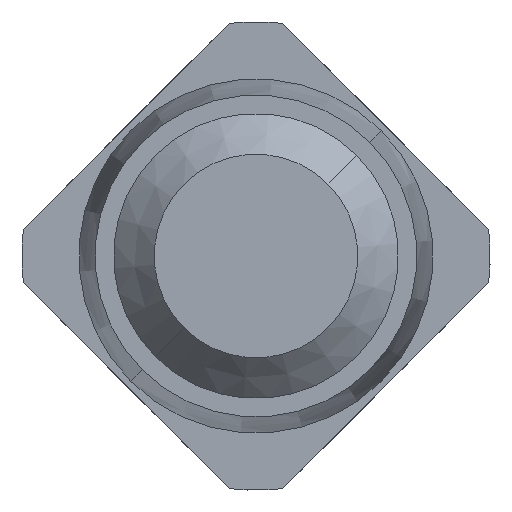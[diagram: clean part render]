
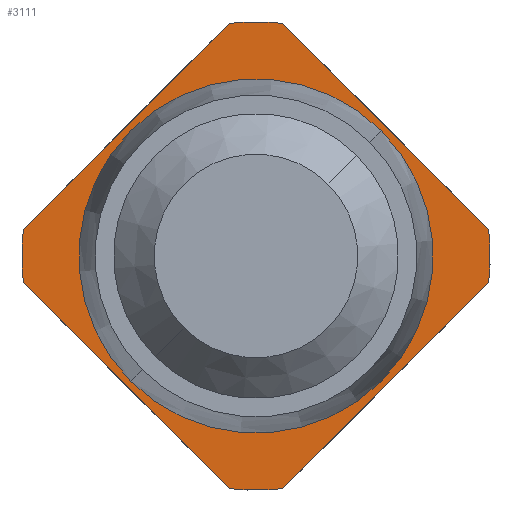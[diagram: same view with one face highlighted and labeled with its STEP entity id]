
A CAD part, front view. The second image highlights one B-rep face of the part: STEP entity #3111.
In plain terms, the highlighted planar face has unit normal (0, -1, 0).
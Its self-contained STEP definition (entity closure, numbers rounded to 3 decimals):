
#49 = CARTESIAN_POINT ( 'NONE',  ( 0.571, 37.5, -0.065 ) ) ;
#62 = DIRECTION ( 'NONE',  ( 0.707, 0., 0.707 ) ) ;
#83 = CARTESIAN_POINT ( 'NONE',  ( 0., 37.5, 0. ) ) ;
#132 = AXIS2_PLACEMENT_3D ( 'NONE', #2503, #1954, #3096 ) ;
#135 = CARTESIAN_POINT ( 'NONE',  ( 0.065, 37.5, -0.571 ) ) ;
#136 = AXIS2_PLACEMENT_3D ( 'NONE', #1058, #3312, #3277 ) ;
#138 = CIRCLE ( 'NONE', #740, 0.575 ) ;
#176 = DIRECTION ( 'NONE',  ( -0.707, 0., -0.707 ) ) ;
#214 = CARTESIAN_POINT ( 'NONE',  ( -0.571, 37.5, -0.065 ) ) ;
#234 = VERTEX_POINT ( 'NONE', #214 ) ;
#254 = ORIENTED_EDGE ( 'NONE', *, *, #332, .F. ) ;
#271 = VECTOR ( 'NONE', #2474, 1000. ) ;
#310 = CIRCLE ( 'NONE', #132, 0.575 ) ;
#330 = ORIENTED_EDGE ( 'NONE', *, *, #1515, .T. ) ;
#332 = EDGE_CURVE ( 'NONE', #3448, #826, #1341, .T. ) ;
#442 = CIRCLE ( 'NONE', #3129, 0.575 ) ;
#509 = AXIS2_PLACEMENT_3D ( 'NONE', #633, #2620, #2087 ) ;
#568 = AXIS2_PLACEMENT_3D ( 'NONE', #83, #1482, #62 ) ;
#633 = CARTESIAN_POINT ( 'NONE',  ( 0., 37.5, 0. ) ) ;
#740 = AXIS2_PLACEMENT_3D ( 'NONE', #3406, #3131, #853 ) ;
#826 = VERTEX_POINT ( 'NONE', #1695 ) ;
#828 = ORIENTED_EDGE ( 'NONE', *, *, #1002, .T. ) ;
#851 = ORIENTED_EDGE ( 'NONE', *, *, #1384, .T. ) ;
#853 = DIRECTION ( 'NONE',  ( 0.707, 0., 0.707 ) ) ;
#869 = VECTOR ( 'NONE', #176, 1000. ) ;
#951 = DIRECTION ( 'NONE',  ( 0.707, 0., 0.707 ) ) ;
#997 = CARTESIAN_POINT ( 'NONE',  ( -0.065, 37.5, 0.571 ) ) ;
#1002 = EDGE_CURVE ( 'NONE', #3464, #1833, #2477, .T. ) ;
#1016 = PLANE ( 'NONE',  #1535 ) ;
#1018 = CARTESIAN_POINT ( 'NONE',  ( -0.725, 37.5, 0.088 ) ) ;
#1054 = VECTOR ( 'NONE', #1200, 1000. ) ;
#1058 = CARTESIAN_POINT ( 'NONE',  ( 0., 37.5, 0. ) ) ;
#1123 = EDGE_CURVE ( 'NONE', #2600, #2886, #442, .T. ) ;
#1162 = ORIENTED_EDGE ( 'NONE', *, *, #1367, .F. ) ;
#1199 = ORIENTED_EDGE ( 'NONE', *, *, #1848, .T. ) ;
#1200 = DIRECTION ( 'NONE',  ( -0.707, 0., 0.707 ) ) ;
#1341 = CIRCLE ( 'NONE', #136, 0.435 ) ;
#1367 = EDGE_CURVE ( 'NONE', #826, #3448, #1473, .T. ) ;
#1384 = EDGE_CURVE ( 'NONE', #2886, #3007, #2009, .T. ) ;
#1473 = CIRCLE ( 'NONE', #568, 0.435 ) ;
#1482 = DIRECTION ( 'NONE',  ( 0., -1., 0. ) ) ;
#1499 = CARTESIAN_POINT ( 'NONE',  ( 0.318, 37.5, -0.318 ) ) ;
#1512 = VERTEX_POINT ( 'NONE', #1573 ) ;
#1515 = EDGE_CURVE ( 'NONE', #1833, #1972, #2122, .T. ) ;
#1535 = AXIS2_PLACEMENT_3D ( 'NONE', #2146, #3288, #1601 ) ;
#1546 = FACE_BOUND ( 'NONE', #3332, .T. ) ;
#1573 = CARTESIAN_POINT ( 'NONE',  ( 0.571, 37.5, 0.065 ) ) ;
#1578 = CARTESIAN_POINT ( 'NONE',  ( 0., 37.5, 0. ) ) ;
#1601 = DIRECTION ( 'NONE',  ( 0.707, 0., 0.707 ) ) ;
#1663 = CARTESIAN_POINT ( 'NONE',  ( -0.571, 37.5, 0.065 ) ) ;
#1684 = ORIENTED_EDGE ( 'NONE', *, *, #1123, .T. ) ;
#1695 = CARTESIAN_POINT ( 'NONE',  ( -0.308, 37.5, -0.308 ) ) ;
#1752 = CARTESIAN_POINT ( 'NONE',  ( 0.308, 37.5, 0.308 ) ) ;
#1782 = LINE ( 'NONE', #2606, #1054 ) ;
#1833 = VERTEX_POINT ( 'NONE', #997 ) ;
#1848 = EDGE_CURVE ( 'NONE', #234, #2600, #1928, .T. ) ;
#1869 = ORIENTED_EDGE ( 'NONE', *, *, #2092, .T. ) ;
#1887 = FACE_OUTER_BOUND ( 'NONE', #2255, .T. ) ;
#1928 = LINE ( 'NONE', #1018, #271 ) ;
#1954 = DIRECTION ( 'NONE',  ( 0., -1., 0. ) ) ;
#1972 = VERTEX_POINT ( 'NONE', #1663 ) ;
#2009 = LINE ( 'NONE', #1499, #2601 ) ;
#2087 = DIRECTION ( 'NONE',  ( 0.707, 0., 0.707 ) ) ;
#2092 = EDGE_CURVE ( 'NONE', #1512, #3464, #1782, .T. ) ;
#2122 = LINE ( 'NONE', #3570, #869 ) ;
#2146 = CARTESIAN_POINT ( 'NONE',  ( -0.407, 37.5, 0.407 ) ) ;
#2255 = EDGE_LOOP ( 'NONE', ( #828, #330, #2874, #1199, #1684, #851, #2344, #1869 ) ) ;
#2325 = CARTESIAN_POINT ( 'NONE',  ( 0.065, 37.5, 0.571 ) ) ;
#2344 = ORIENTED_EDGE ( 'NONE', *, *, #2579, .T. ) ;
#2474 = DIRECTION ( 'NONE',  ( 0.707, 0., -0.707 ) ) ;
#2477 = CIRCLE ( 'NONE', #509, 0.575 ) ;
#2503 = CARTESIAN_POINT ( 'NONE',  ( 0., 37.5, 0. ) ) ;
#2579 = EDGE_CURVE ( 'NONE', #3007, #1512, #138, .T. ) ;
#2600 = VERTEX_POINT ( 'NONE', #3610 ) ;
#2601 = VECTOR ( 'NONE', #951, 1000. ) ;
#2606 = CARTESIAN_POINT ( 'NONE',  ( -0.088, 37.5, 0.725 ) ) ;
#2620 = DIRECTION ( 'NONE',  ( 0., -1., 0. ) ) ;
#2673 = DIRECTION ( 'NONE',  ( 0.707, 0., 0.707 ) ) ;
#2874 = ORIENTED_EDGE ( 'NONE', *, *, #3524, .T. ) ;
#2886 = VERTEX_POINT ( 'NONE', #135 ) ;
#3007 = VERTEX_POINT ( 'NONE', #49 ) ;
#3096 = DIRECTION ( 'NONE',  ( 0.707, 0., 0.707 ) ) ;
#3111 = ADVANCED_FACE ( 'Defeature ausgef�hrt1_2', ( #1546, #1887 ), #1016, .T. ) ;
#3129 = AXIS2_PLACEMENT_3D ( 'NONE', #1578, #3269, #2673 ) ;
#3131 = DIRECTION ( 'NONE',  ( 0., -1., 0. ) ) ;
#3269 = DIRECTION ( 'NONE',  ( 0., -1., 0. ) ) ;
#3277 = DIRECTION ( 'NONE',  ( 0.707, 0., 0.707 ) ) ;
#3288 = DIRECTION ( 'NONE',  ( 0., -1., 0. ) ) ;
#3312 = DIRECTION ( 'NONE',  ( 0., -1., 0. ) ) ;
#3332 = EDGE_LOOP ( 'NONE', ( #1162, #254 ) ) ;
#3406 = CARTESIAN_POINT ( 'NONE',  ( 0., 37.5, 0. ) ) ;
#3448 = VERTEX_POINT ( 'NONE', #1752 ) ;
#3464 = VERTEX_POINT ( 'NONE', #2325 ) ;
#3524 = EDGE_CURVE ( 'NONE', #1972, #234, #310, .T. ) ;
#3570 = CARTESIAN_POINT ( 'NONE',  ( -0.318, 37.5, 0.318 ) ) ;
#3610 = CARTESIAN_POINT ( 'NONE',  ( -0.065, 37.5, -0.571 ) ) ;
